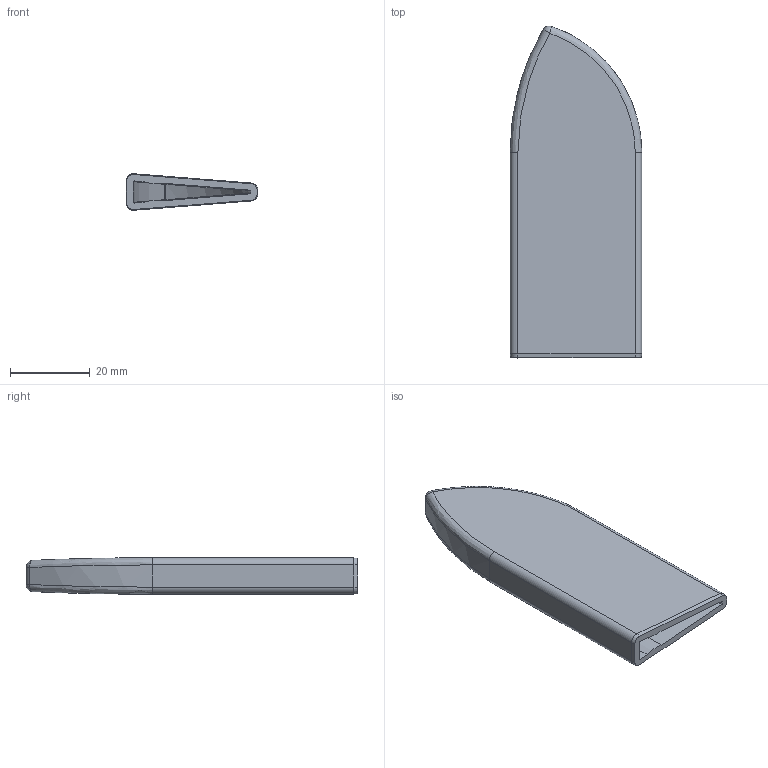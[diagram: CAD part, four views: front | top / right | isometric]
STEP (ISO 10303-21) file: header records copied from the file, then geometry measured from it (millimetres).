
FILE_DESCRIPTION(('FreeCAD Model'),'2;1');
FILE_NAME('Open CASCADE Shape Model','2023-10-06T22:41:01',(''),(''), 'Open CASCADE STEP processor 7.6','FreeCAD','Unknown');
FILE_SCHEMA(('AUTOMOTIVE_DESIGN { 1 0 10303 214 1 1 1 1 }'));
Length unit declared in the file: millimetre
Products named in the file (1): Body
Bounding box: 33 x 83.2 x 9.14 mm (x, y, z)
Volume: 9761 mm3; surface area: 10858 mm2
Topology: 1 solids, 1 shells, 47 faces, 106 edges, 60 vertices
Faces by surface type: cylinder 15, plane 15, bspline 11, cone 4, sphere 2
Entity records: 3306 total; most frequent: CARTESIAN_POINT 1292, DIRECTION 342, ORIENTED_EDGE 208, LINE 208, VECTOR 208, PCURVE 208, DEFINITIONAL_REPRESENTATION 208, EDGE_CURVE 104
